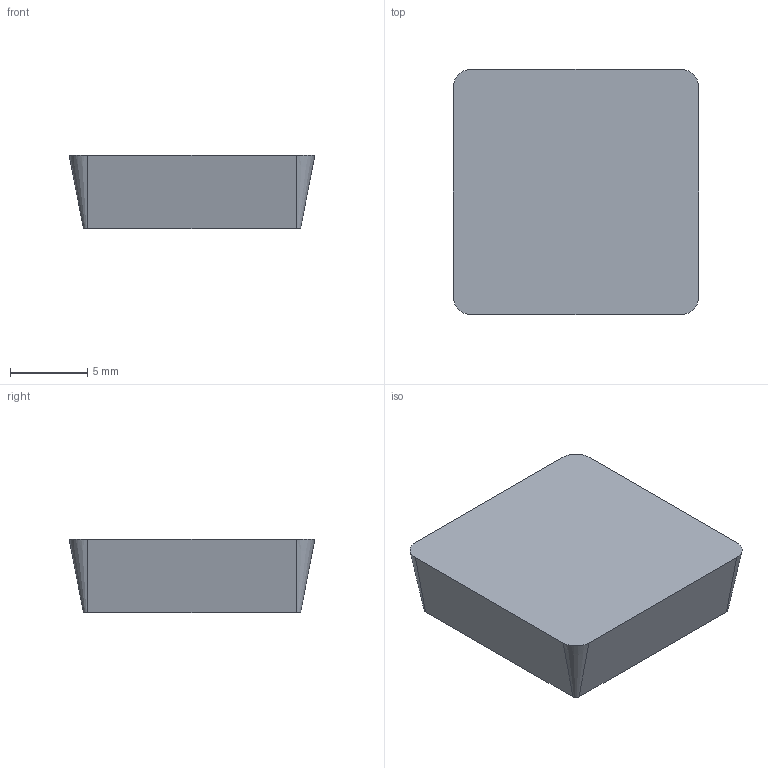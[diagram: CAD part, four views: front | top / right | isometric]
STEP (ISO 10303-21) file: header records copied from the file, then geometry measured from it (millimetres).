
FILE_DESCRIPTION((''),'2;1');
FILE_NAME('SP150412N','2023-09-05T16:28:50',('tlyac01'),('PTC Japan'),'CREO PARAMETRIC BY PTC INC, 2021424','CREO PARAMETRIC BY PTC INC, 2021424','');
FILE_SCHEMA(('AUTOMOTIVE_DESIGN { 1 0 10303 214 1 1 1 1 }'));
Length unit declared in the file: millimetre
Products named in the file (1): SP150412N
Bounding box: 15.88 x 15.88 x 4.76 mm (x, y, z)
Volume: 1062.7 mm3; surface area: 731.3 mm2
Topology: 1 solids, 1 shells, 10 faces, 32 edges, 24 vertices
Faces by surface type: plane 6, cone 4
Entity records: 558 total; most frequent: DIRECTION 70, CARTESIAN_POINT 63, ORIENTED_EDGE 48, PRESENTATION_STYLE_ASSIGNMENT 35, STYLED_ITEM 35, CURVE_STYLE 34, COLOUR_RGB 29, AXIS2_PLACEMENT_3D 25
